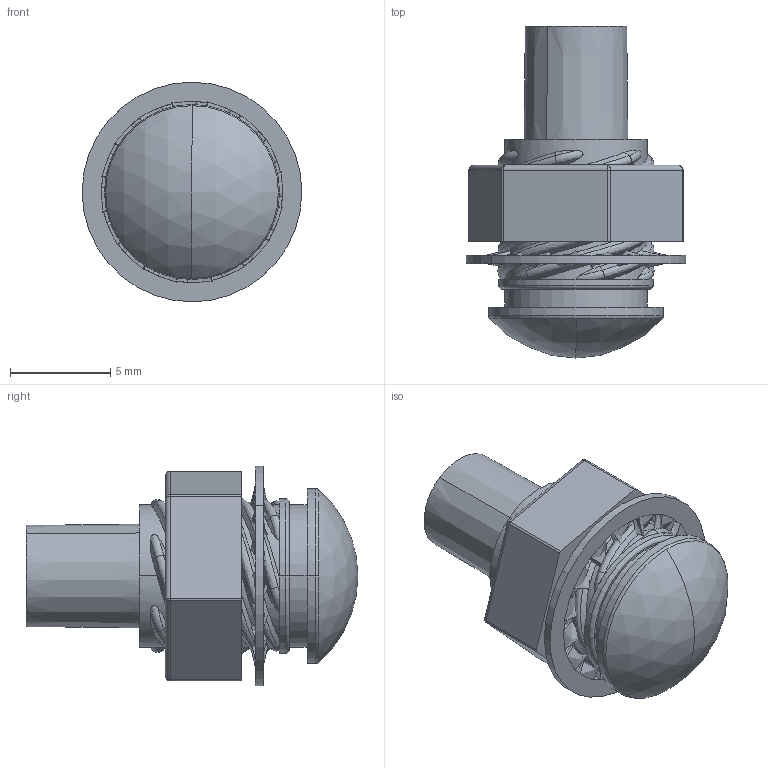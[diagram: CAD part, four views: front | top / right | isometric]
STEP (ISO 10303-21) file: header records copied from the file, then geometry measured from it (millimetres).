
FILE_DESCRIPTION (( 'STEP AP203' ), '1' );
FILE_NAME ('FLX 441 xxx xx.STEP', '2016-05-31T21:53:35', ( '' ), ( '' ), 'SwSTEP 2.0', 'SolidWorks 2014', '' );
FILE_SCHEMA (( 'CONFIG_CONTROL_DESIGN' ));
Length unit declared in the file: millimetre
Products named in the file (6): LCV 056 FLP; FLX 441 xxx xx; 441 XXX; LO100; CLW 441_91757A109; RTN 441
Assembly tree (4 placements, depth 2):
  FLX 441 xxx xx
    441 XXX
    CLW 441_91757A109
    RTN 441
    LCV 056 FLP
  LO100
Bounding box: 10.97 x 16.58 x 10.97 mm (x, y, z)
Volume: 620.9 mm3; surface area: 1310.8 mm2
Topology: 4 solids, 4 shells, 328 faces, 903 edges, 582 vertices
Faces by surface type: bspline 148, cone 60, cylinder 58, plane 38, torus 20, sphere 4
Entity records: 16157 total; most frequent: CARTESIAN_POINT 8472, ORIENTED_EDGE 1790, DIRECTION 1042, EDGE_CURVE 895, VERTEX_POINT 582, AXIS2_PLACEMENT_3D 370, EDGE_LOOP 339, B_SPLINE_CURVE_WITH_KNOTS 332
